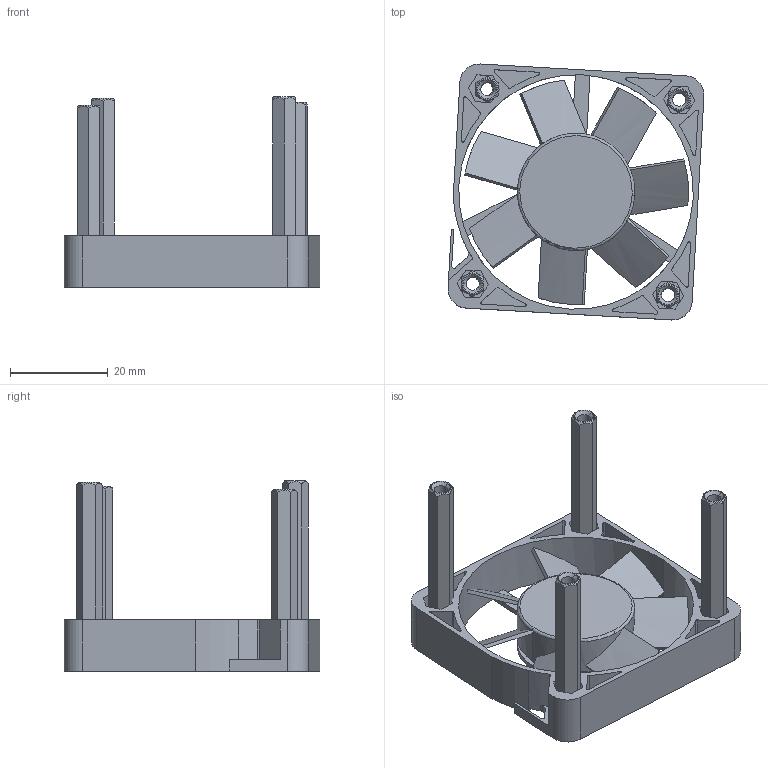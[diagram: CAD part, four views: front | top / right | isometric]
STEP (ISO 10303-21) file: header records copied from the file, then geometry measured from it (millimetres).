
FILE_DESCRIPTION (( 'STEP AP214' ), '1' );
FILE_NAME ('MXC_Fan5010_Color.STEP', '2024-10-31T03:22:22', ( '' ), ( '' ), 'SwSTEP 2.0', 'SolidWorks 2020', '' );
FILE_SCHEMA (( 'AUTOMOTIVE_DESIGN' ));
Length unit declared in the file: millimetre
Products named in the file (7): c5010h24bplb2a-7.STEP.STEP; MXC_Fan5010_Color; c5010h24bplb2a-7_02.STEP.STEP; MXC_Fan.STEP.STEP; MXC_Fan5010_Color.STEP; c5010h24bplb2a-7_01.STEP.STEP; Spacer_M3_30mm v2.step.STEP.STEP
Assembly tree (9 placements, depth 5):
  MXC_Fan5010_Color
    MXC_Fan5010_Color.STEP
      MXC_Fan.STEP.STEP
        c5010h24bplb2a-7.STEP.STEP
          c5010h24bplb2a-7_01.STEP.STEP
          c5010h24bplb2a-7_02.STEP.STEP
        Spacer_M3_30mm v2.step.STEP.STEP  x4
Bounding box: 52.32 x 52.32 x 38.93 mm (x, y, z)
Volume: 11919.4 mm3; surface area: 14307.5 mm2
Topology: 6 solids, 6 shells, 252 faces, 658 edges, 427 vertices
Faces by surface type: plane 133, cylinder 85, cone 32, torus 2
Entity records: 6638 total; most frequent: CARTESIAN_POINT 1485, ORIENTED_EDGE 1076, DIRECTION 1014, EDGE_CURVE 538, AXIS2_PLACEMENT_3D 365, VERTEX_POINT 355, LINE 284, VECTOR 284
